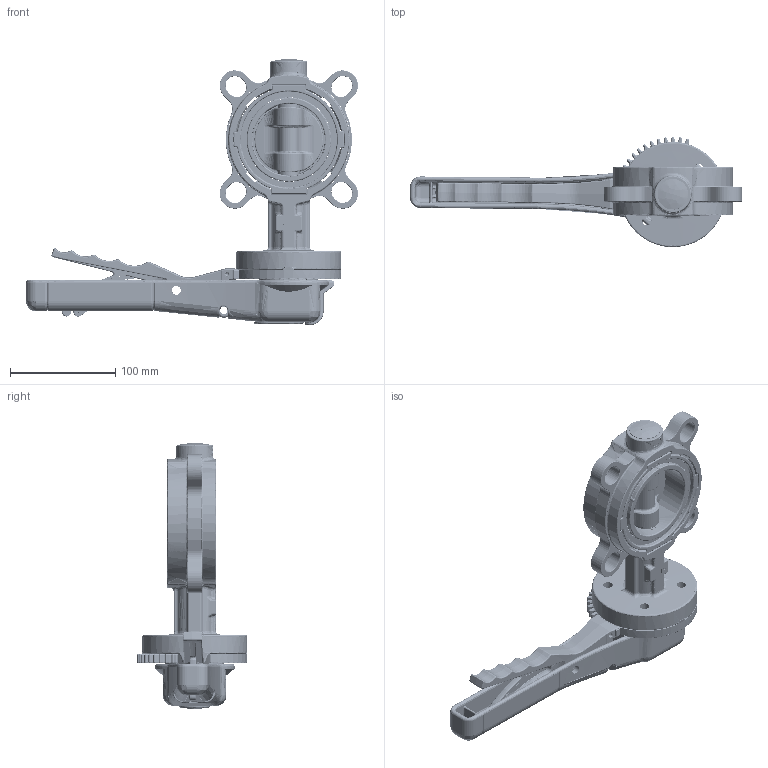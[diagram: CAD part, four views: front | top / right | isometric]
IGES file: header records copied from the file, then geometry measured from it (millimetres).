
Start section: SolidWorks IGES file using NURBS representation for surfaces
Global section: file name: 01781331075.IGS; native system: SolidWorks 2020; preprocessor: SolidWorks 2020; author: Fabio; date: 201019.112708; units: millimetre
Bounding box: 315.8 x 105 x 253.19 mm (x, y, z)
Surface area: 228618.4 mm2 (no closed solid volume)
Topology: 0 solids, 0 shells, 3782 faces, 40396 edges, 40305 vertices
Faces by surface type: bspline 3782
